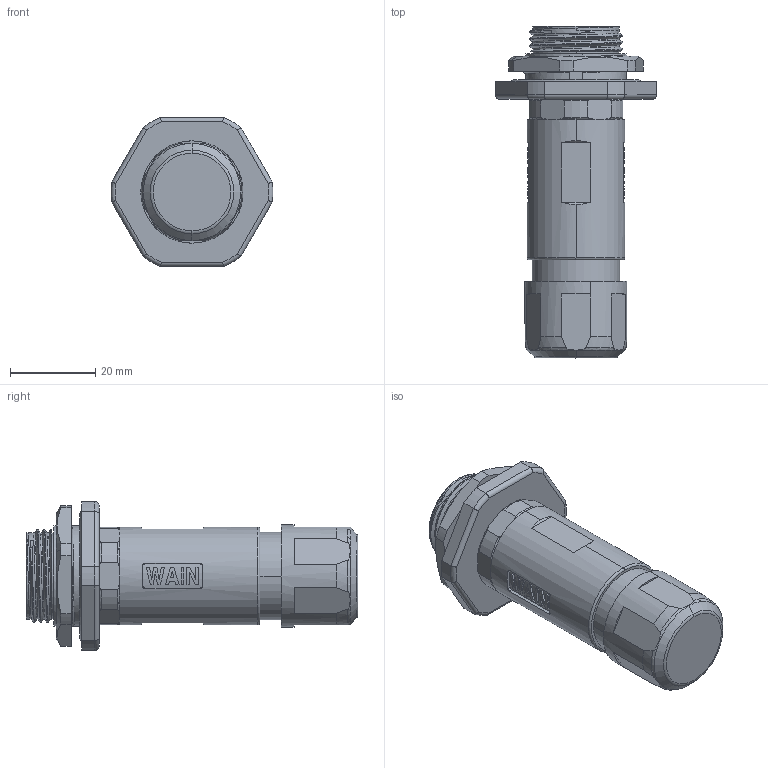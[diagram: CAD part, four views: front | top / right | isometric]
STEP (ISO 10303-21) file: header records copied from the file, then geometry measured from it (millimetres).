
FILE_DESCRIPTION((''),'2;1');
FILE_NAME('7_8-M05-CCT_R-T-DX_SW0001','2020-12-08T',('tc.chen'),(''),'PRO/ENGINEER BY PARAMETRIC TECHNOLOGY CORPORATION, 2012480','PRO/ENGINEER BY PARAMETRIC TECHNOLOGY CORPORATION, 2012480','');
FILE_SCHEMA(('AUTOMOTIVE_DESIGN { 1 0 10303 214 1 1 1 1 }'));
Length unit declared in the file: millimetre
Products named in the file (1): 7_8-M05-CCT_R-T-DX_SW0001
Bounding box: 37.97 x 77.9 x 35 mm (x, y, z)
Volume: 33865.6 mm3; surface area: 11760.8 mm2
Topology: 2 solids, 2 shells, 372 faces, 971 edges, 640 vertices
Faces by surface type: plane 123, cylinder 113, bspline 87, torus 33, cone 16
Entity records: 20610 total; most frequent: CARTESIAN_POINT 9061, ORIENTED_EDGE 1942, DIRECTION 1552, EDGE_CURVE 971, VERTEX_POINT 640, AXIS2_PLACEMENT_3D 580, FILL_AREA_STYLE_COLOUR 424, FILL_AREA_STYLE 424
